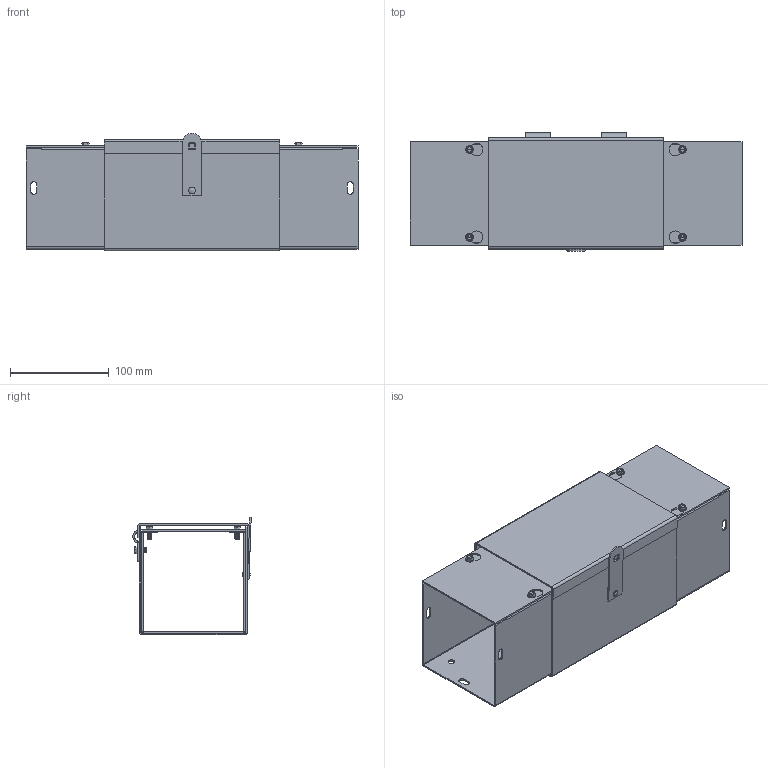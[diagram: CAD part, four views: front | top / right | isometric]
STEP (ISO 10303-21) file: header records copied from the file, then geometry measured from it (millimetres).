
FILE_DESCRIPTION(/* description */ ('TELESCOPE WIREWAY FITTING, LARGE TUB, GALV, 4X4'),/* implementation_level */ '2;1');
FILE_NAME(/* name */ 'AF0404G.stp',/* time_stamp */ '2017-09-01T09:00:47-05:00',/* author */ ('mraetz'),/* organization */ (''),/* preprocessor_version */ 'ST-DEVELOPER v16.1',/* originating_system */ 'Autodesk Inventor 2016',/* authorisation */ '');
FILE_SCHEMA (('AUTOMOTIVE_DESIGN { 1 0 10303 214 3 1 1 }'));
Length unit declared in the file: inch
Products named in the file (9): AF0404GBKPL; AF0404GLID; AF0404GBKPS; AF0404GCVP; 31816; 372141; 31824; 36910-16GA; AF0404G
Assembly tree (16 placements, depth 2):
  AF0404G
    AF0404GBKPL
    AF0404GLID
    AF0404GBKPS  x2
    AF0404GCVP  x2
    31816  x2
    372141  x6
    31824
    36910-16GA
Bounding box: 336.55 x 119.99 x 118.96 mm (x, y, z)
Volume: 298124.9 mm3; surface area: 387617.5 mm2
Topology: 16 solids, 16 shells, 798 faces, 1901 edges, 1143 vertices
Faces by surface type: plane 386, cone 166, cylinder 163, torus 77, bspline 5, sphere 1
Full cylindrical faces by diameter (mm): 3.175 x1, 3.454 x1, 4.089 x2, 4.293 x1, 4.343 x4, 4.595 x48, 6.35 x4, 6.655 x1, 7.938 x6
Entity records: 9090 total; most frequent: CARTESIAN_POINT 1661, DIRECTION 1512, ORIENTED_EDGE 1376, EDGE_CURVE 688, AXIS2_PLACEMENT_3D 528, LINE 456, VECTOR 456, VERTEX_POINT 447
